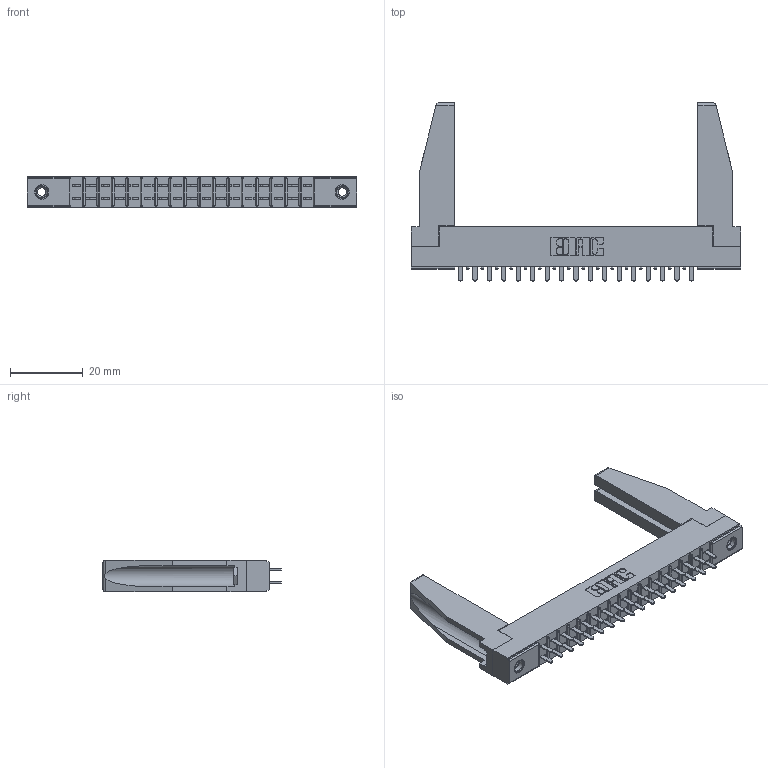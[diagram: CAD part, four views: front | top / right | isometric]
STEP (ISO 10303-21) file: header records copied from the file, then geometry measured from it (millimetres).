
FILE_DESCRIPTION (( 'STEP AP203' ), '1' );
FILE_NAME ('315-034-521-278.STEP', '2019-09-10T15:56:52', ( '' ), ( '' ), 'SwSTEP 2.0', 'SolidWorks 2016', '' );
FILE_SCHEMA (( 'CONFIG_CONTROL_DESIGN' ));
Length unit declared in the file: inch
Products named in the file (5): 305 Part_.156 Dia; 315-034-521-278; 345-250-001_345-250-001-102; 305-290-001_521; 307-220-078
Assembly tree (39 placements, depth 2):
  315-034-521-278
    305 Part_.156 Dia
    305-290-001_521  x34
    345-250-001_345-250-001-102  x2
    307-220-078  x2
Bounding box: 90.37 x 48.9 x 8.71 mm (x, y, z)
Volume: 9641.3 mm3; surface area: 14041 mm2
Topology: 39 solids, 39 shells, 1810 faces, 5117 edges, 3310 vertices
Faces by surface type: plane 1070, cylinder 656, sphere 68, cone 12, torus 4
Entity records: 23769 total; most frequent: CARTESIAN_POINT 3939, ORIENTED_EDGE 3864, DIRECTION 3788, EDGE_CURVE 1932, LINE 1534, VECTOR 1534, VERTEX_POINT 1236, AXIS2_PLACEMENT_3D 1127
